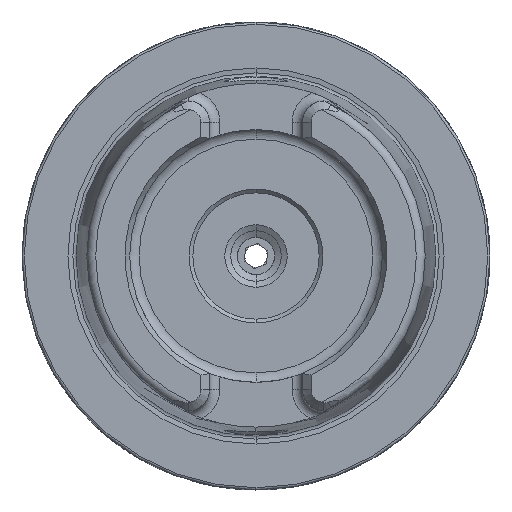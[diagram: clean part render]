
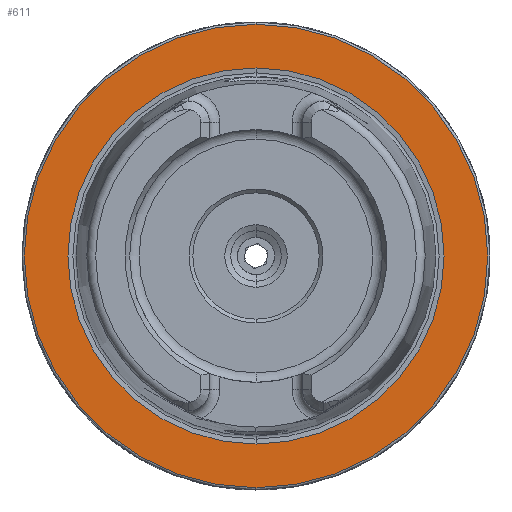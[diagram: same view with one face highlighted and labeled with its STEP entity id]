
A CAD part, left-side view. The second image highlights one B-rep face of the part: STEP entity #611.
In plain terms, the highlighted planar face has unit normal (-1, 0, 0).
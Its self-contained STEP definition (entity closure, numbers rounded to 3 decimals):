
#611 = ADVANCED_FACE ( 'NONE', ( #6237, #6153 ), #7905, .F. ) ;
#1779 = CARTESIAN_POINT ( 'NONE',  ( 0., 0., 25.319 ) ) ;
#1783 = CARTESIAN_POINT ( 'NONE',  ( 0., 0., 31.2 ) ) ;
#1784 = CARTESIAN_POINT ( 'NONE',  ( 0., 0., -31.2 ) ) ;
#1841 = DIRECTION ( 'NONE',  ( 0., 0., 1. ) ) ;
#1847 = DIRECTION ( 'NONE',  ( -1., 0., 0. ) ) ;
#1848 = CARTESIAN_POINT ( 'NONE',  ( 0., 0., 0. ) ) ;
#2145 = DIRECTION ( 'NONE',  ( -1., 0., 0. ) ) ;
#2147 = CARTESIAN_POINT ( 'NONE',  ( 0., 0., 0. ) ) ;
#2163 = DIRECTION ( 'NONE',  ( 0., 0., 1. ) ) ;
#3063 = CIRCLE ( 'NONE', #5189, 31.2 ) ;
#3074 = CIRCLE ( 'NONE', #5198, 25.319 ) ;
#3542 = VERTEX_POINT ( 'NONE', #7270 ) ;
#3701 = ORIENTED_EDGE ( 'NONE', *, *, #5602, .F. ) ;
#3704 = ORIENTED_EDGE ( 'NONE', *, *, #8169, .F. ) ;
#3706 = ORIENTED_EDGE ( 'NONE', *, *, #8164, .T. ) ;
#3711 = ORIENTED_EDGE ( 'NONE', *, *, #5617, .T. ) ;
#4259 = CARTESIAN_POINT ( 'NONE',  ( 0., 0., 0. ) ) ;
#4260 = DIRECTION ( 'NONE',  ( -1., 0., 0. ) ) ;
#4261 = DIRECTION ( 'NONE',  ( 0., 0., 1. ) ) ;
#4271 = CARTESIAN_POINT ( 'NONE',  ( 0., 0., 0. ) ) ;
#4272 = DIRECTION ( 'NONE',  ( -1., 0., 0. ) ) ;
#4273 = DIRECTION ( 'NONE',  ( 0., 0., 1. ) ) ;
#5097 = AXIS2_PLACEMENT_3D ( 'NONE', #4271, #4272, #4273 ) ;
#5105 = AXIS2_PLACEMENT_3D ( 'NONE', #4259, #4260, #4261 ) ;
#5189 = AXIS2_PLACEMENT_3D ( 'NONE', #1848, #1847, #1841 ) ;
#5198 = AXIS2_PLACEMENT_3D ( 'NONE', #2147, #2145, #2163 ) ;
#5602 = EDGE_CURVE ( 'NONE', #6474, #3542, #3074, .T. ) ;
#5617 = EDGE_CURVE ( 'NONE', #6433, #6445, #3063, .T. ) ;
#6153 = FACE_OUTER_BOUND ( 'NONE', #6525, .T. ) ;
#6237 = FACE_BOUND ( 'NONE', #6532, .T. ) ;
#6433 = VERTEX_POINT ( 'NONE', #1784 ) ;
#6445 = VERTEX_POINT ( 'NONE', #1783 ) ;
#6474 = VERTEX_POINT ( 'NONE', #1779 ) ;
#6525 = EDGE_LOOP ( 'NONE', ( #3706, #3711 ) ) ;
#6532 = EDGE_LOOP ( 'NONE', ( #3701, #3704 ) ) ;
#7270 = CARTESIAN_POINT ( 'NONE',  ( 0., 0., -25.319 ) ) ;
#7627 = CIRCLE ( 'NONE', #5097, 25.319 ) ;
#7644 = CIRCLE ( 'NONE', #5105, 31.2 ) ;
#7754 = AXIS2_PLACEMENT_3D ( 'NONE', #7906, #7908, #7903 ) ;
#7903 = DIRECTION ( 'NONE',  ( 0., 0., -1. ) ) ;
#7905 = PLANE ( 'NONE',  #7754 ) ;
#7906 = CARTESIAN_POINT ( 'NONE',  ( 0., 31.2, 0. ) ) ;
#7908 = DIRECTION ( 'NONE',  ( 1., 0., 0. ) ) ;
#8164 = EDGE_CURVE ( 'NONE', #6445, #6433, #7644, .T. ) ;
#8169 = EDGE_CURVE ( 'NONE', #3542, #6474, #7627, .T. ) ;
